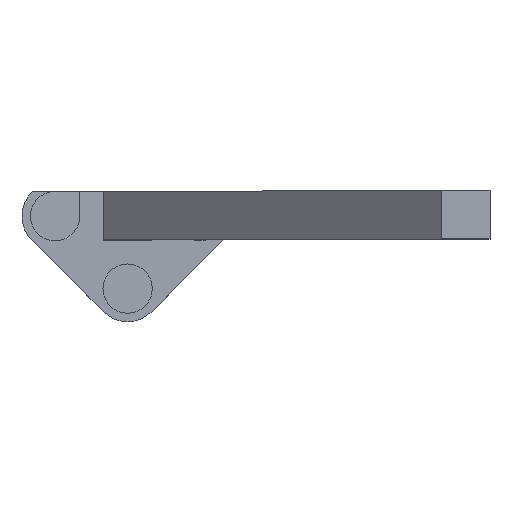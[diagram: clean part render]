
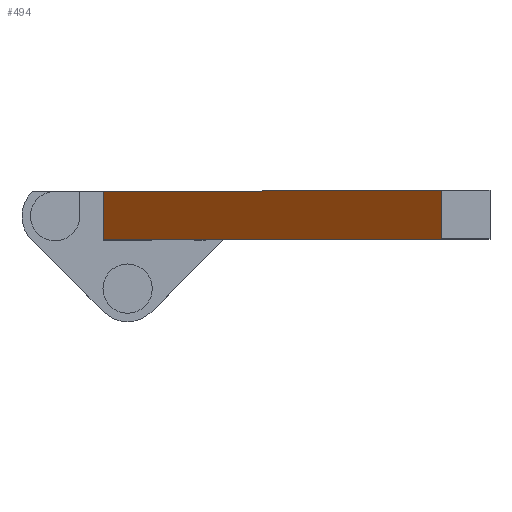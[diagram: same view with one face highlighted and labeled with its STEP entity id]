
A CAD part, top view. The second image highlights one B-rep face of the part: STEP entity #494.
In plain terms, the highlighted planar face has unit normal (-0.707, 0, 0.707).
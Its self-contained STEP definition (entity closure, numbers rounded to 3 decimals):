
#54=FACE_OUTER_BOUND('',#81,.T.);
#81=EDGE_LOOP('',(#410,#411,#412,#413));
#128=LINE('',#800,#185);
#135=LINE('',#815,#192);
#136=LINE('',#816,#193);
#137=LINE('',#817,#194);
#185=VECTOR('',#657,10.);
#192=VECTOR('',#668,10.);
#193=VECTOR('',#669,10.);
#194=VECTOR('',#670,10.);
#239=VERTEX_POINT('',#798);
#240=VERTEX_POINT('',#799);
#245=VERTEX_POINT('',#813);
#246=VERTEX_POINT('',#814);
#300=EDGE_CURVE('',#239,#240,#128,.T.);
#307=EDGE_CURVE('',#245,#246,#135,.T.);
#308=EDGE_CURVE('',#246,#240,#136,.T.);
#309=EDGE_CURVE('',#245,#239,#137,.T.);
#410=ORIENTED_EDGE('',*,*,#307,.T.);
#411=ORIENTED_EDGE('',*,*,#308,.T.);
#412=ORIENTED_EDGE('',*,*,#300,.F.);
#413=ORIENTED_EDGE('',*,*,#309,.F.);
#468=PLANE('',#546);
#494=ADVANCED_FACE('',(#54),#468,.T.);
#546=AXIS2_PLACEMENT_3D('',#812,#666,#667);
#657=DIRECTION('',(0.,-1.,0.));
#666=DIRECTION('center_axis',(-0.707,0.,
0.707));
#667=DIRECTION('ref_axis',(0.,-1.,0.));
#668=DIRECTION('',(0.,-1.,0.));
#669=DIRECTION('',(0.707,0.,0.707));
#670=DIRECTION('',(0.707,0.,0.707));
#798=CARTESIAN_POINT('',(65.,5.,152.071));
#799=CARTESIAN_POINT('',(65.,-5.,152.071));
#800=CARTESIAN_POINT('',(65.,2.5,152.071));
#812=CARTESIAN_POINT('Origin',(-5.,5.,82.071));
#813=CARTESIAN_POINT('',(-5.,5.,82.071));
#814=CARTESIAN_POINT('',(-5.,-5.,82.071));
#815=CARTESIAN_POINT('',(-5.,2.5,82.071));
#816=CARTESIAN_POINT('',(-5.,-5.,82.071));
#817=CARTESIAN_POINT('',(-5.,5.,82.071));
